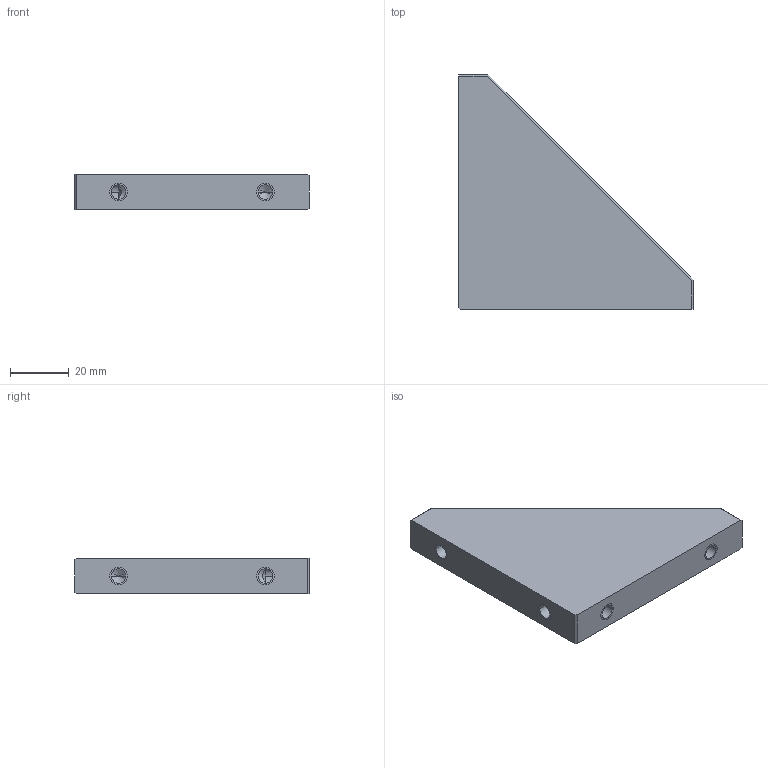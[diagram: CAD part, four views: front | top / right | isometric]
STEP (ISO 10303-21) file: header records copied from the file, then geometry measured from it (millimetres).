
FILE_DESCRIPTION((''),'2;1');
FILE_NAME('50-002019-00114','2020-01-08T14:09:23',('t.kolegar'),('Mechatronic Design & Solutions s.r.o.'),'CREO PARAMETRIC BY PTC INC, 2018020','CREO PARAMETRIC BY PTC INC, 2018020','');
FILE_SCHEMA(('CONFIG_CONTROL_DESIGN'));
Length unit declared in the file: millimetre
Products named in the file (1): 50-002019-00114
Bounding box: 80 x 80 x 12 mm (x, y, z)
Volume: 46185 mm3; surface area: 13013.9 mm2
Topology: 1 solids, 5 shells, 40 faces, 106 edges, 77 vertices
Faces by surface type: plane 18, cylinder 16, cone 6
Entity records: 1271 total; most frequent: CARTESIAN_POINT 235, DIRECTION 221, ORIENTED_EDGE 174, EDGE_CURVE 95, AXIS2_PLACEMENT_3D 81, VERTEX_POINT 63, VECTOR 59, LINE 59
